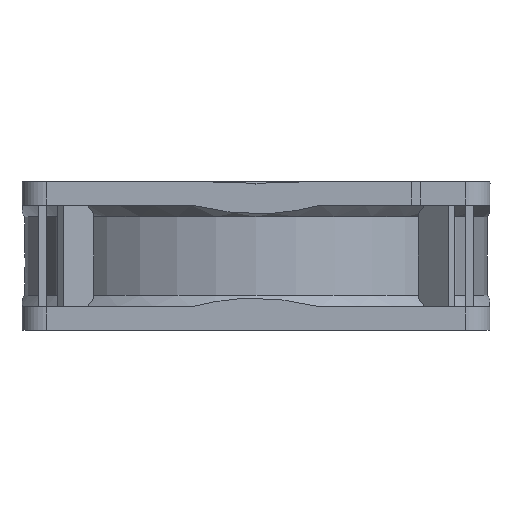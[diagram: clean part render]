
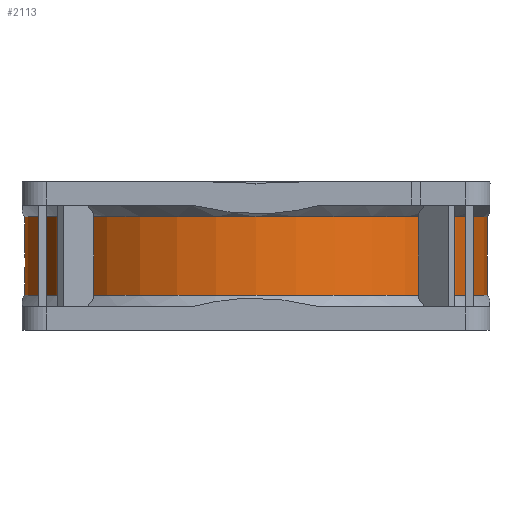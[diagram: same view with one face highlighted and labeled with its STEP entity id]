
A CAD part, left-side view. The second image highlights one B-rep face of the part: STEP entity #2113.
In plain terms, the highlighted cylindrical face has radius 39.5 mm (diameter 79 mm), a partial arc.
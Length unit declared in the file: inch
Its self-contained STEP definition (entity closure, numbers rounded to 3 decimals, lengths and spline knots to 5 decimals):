
#50 = DIRECTION ( 'NONE',  ( 0., 0., 1. ) ) ;
#56 = CARTESIAN_POINT ( 'NONE',  ( 0., 0., 1. ) ) ;
#58 = DIRECTION ( 'NONE',  ( 0., -1., 0. ) ) ;
#338 = CARTESIAN_POINT ( 'NONE',  ( 0., 1.55512, 0.76378 ) ) ;
#414 = CARTESIAN_POINT ( 'NONE',  ( -0.03471, 1.55473, 0.49213 ) ) ;
#416 = CARTESIAN_POINT ( 'NONE',  ( -0.06892, 1.55359, 0.49213 ) ) ;
#433 = CARTESIAN_POINT ( 'NONE',  ( -0.03471, 1.55473, 0.59055 ) ) ;
#504 = CARTESIAN_POINT ( 'NONE',  ( 0., 1.55512, 0.23622 ) ) ;
#507 = CARTESIAN_POINT ( 'NONE',  ( 0., -1.55512, 0.23622 ) ) ;
#543 = DIRECTION ( 'NONE',  ( 0., 0., 1. ) ) ;
#581 = CARTESIAN_POINT ( 'NONE',  ( 0., 1.55512, 1. ) ) ;
#584 = CARTESIAN_POINT ( 'NONE',  ( 0., -1.55512, 1. ) ) ;
#594 = DIRECTION ( 'NONE',  ( 0., 0., 1. ) ) ;
#610 = CARTESIAN_POINT ( 'NONE',  ( 0., -1.55512, 0.76378 ) ) ;
#629 = CARTESIAN_POINT ( 'NONE',  ( 0., 1.55512, 1. ) ) ;
#633 = DIRECTION ( 'NONE',  ( 0., 0., 1. ) ) ;
#666 = CARTESIAN_POINT ( 'NONE',  ( 0., 1.55512, 0.59055 ) ) ;
#671 = CARTESIAN_POINT ( 'NONE',  ( 0., 1.55512, 0.3937 ) ) ;
#978 = CARTESIAN_POINT ( 'NONE',  ( 0., 0., 0.23622 ) ) ;
#979 = DIRECTION ( 'NONE',  ( 0., 0., 1. ) ) ;
#980 = DIRECTION ( 'NONE',  ( 0., -1., 0. ) ) ;
#981 = CARTESIAN_POINT ( 'NONE',  ( -0.03471, 1.55473, 1. ) ) ;
#982 = DIRECTION ( 'NONE',  ( 0., 0., -1. ) ) ;
#983 = CARTESIAN_POINT ( 'NONE',  ( 0., 0., 0.76378 ) ) ;
#984 = DIRECTION ( 'NONE',  ( 0., 0., -1. ) ) ;
#985 = DIRECTION ( 'NONE',  ( 0., 1., 0. ) ) ;
#987 = CARTESIAN_POINT ( 'NONE',  ( 0., 0., 0.59055 ) ) ;
#988 = DIRECTION ( 'NONE',  ( 0., 0., 1. ) ) ;
#989 = DIRECTION ( 'NONE',  ( -1., 0., 0. ) ) ;
#990 = CARTESIAN_POINT ( 'NONE',  ( -0.06892, 1.55359, 0.49213 ) ) ;
#991 = CARTESIAN_POINT ( 'NONE',  ( -0.04596, 1.55461, 0.45934 ) ) ;
#992 = CARTESIAN_POINT ( 'NONE',  ( 0., 0., 0.49213 ) ) ;
#993 = DIRECTION ( 'NONE',  ( 0., 0., 1. ) ) ;
#994 = DIRECTION ( 'NONE',  ( -1., 0., 0. ) ) ;
#996 = CARTESIAN_POINT ( 'NONE',  ( -0.02298, 1.55512, 0.42652 ) ) ;
#997 = CARTESIAN_POINT ( 'NONE',  ( 0., 1.55512, 0.3937 ) ) ;
#1273 = EDGE_LOOP ( 'NONE', ( #5560, #5563, #3176, #3177, #3178, #3179, #3180, #3181, #3182 ) ) ;
#1524 = FACE_OUTER_BOUND ( 'NONE', #1273, .T. ) ;
#1528 = CYLINDRICAL_SURFACE ( 'NONE', #1807, 1.55512 ) ;
#1673 = LINE ( 'NONE', #584, #1680 ) ;
#1678 = LINE ( 'NONE', #581, #1682 ) ;
#1680 = VECTOR ( 'NONE', #543, 39.37008 ) ;
#1681 = LINE ( 'NONE', #629, #1686 ) ;
#1682 = VECTOR ( 'NONE', #594, 39.37008 ) ;
#1686 = VECTOR ( 'NONE', #633, 39.37008 ) ;
#1807 = AXIS2_PLACEMENT_3D ( 'NONE', #56, #50, #58 ) ;
#1955 = AXIS2_PLACEMENT_3D ( 'NONE', #978, #979, #980 ) ;
#1956 = AXIS2_PLACEMENT_3D ( 'NONE', #983, #984, #985 ) ;
#1957 = AXIS2_PLACEMENT_3D ( 'NONE', #987, #988, #989 ) ;
#1958 = AXIS2_PLACEMENT_3D ( 'NONE', #992, #993, #994 ) ;
#2113 = ADVANCED_FACE ( 'NONE', ( #1524 ), #1528, .T. ) ;
#3176 = ORIENTED_EDGE ( 'NONE', *, *, #3546, .T. ) ;
#3177 = ORIENTED_EDGE ( 'NONE', *, *, #3770, .T. ) ;
#3178 = ORIENTED_EDGE ( 'NONE', *, *, #3547, .F. ) ;
#3179 = ORIENTED_EDGE ( 'NONE', *, *, #3771, .T. ) ;
#3180 = ORIENTED_EDGE ( 'NONE', *, *, #3772, .T. ) ;
#3181 = ORIENTED_EDGE ( 'NONE', *, *, #3773, .T. ) ;
#3182 = ORIENTED_EDGE ( 'NONE', *, *, #3774, .T. ) ;
#3546 = EDGE_CURVE ( 'NONE', #5684, #5749, #1673, .T. ) ;
#3547 = EDGE_CURVE ( 'NONE', #5789, #5590, #1678, .T. ) ;
#3552 = EDGE_CURVE ( 'NONE', #5682, #5794, #1681, .T. ) ;
#3769 = EDGE_CURVE ( 'NONE', #5682, #5684, #4075, .T. ) ;
#3770 = EDGE_CURVE ( 'NONE', #5749, #5590, #4076, .T. ) ;
#3771 = EDGE_CURVE ( 'NONE', #5789, #5639, #4077, .T. ) ;
#3772 = EDGE_CURVE ( 'NONE', #5639, #5629, #4078, .T. ) ;
#3773 = EDGE_CURVE ( 'NONE', #5629, #5630, #4079, .T. ) ;
#3774 = EDGE_CURVE ( 'NONE', #5630, #5794, #3933, .T. ) ;
#3933 =( BOUNDED_CURVE ( )  B_SPLINE_CURVE ( 3, ( #990, #991, #996, #997 ),
 .UNSPECIFIED., .F., .T. ) 
 B_SPLINE_CURVE_WITH_KNOTS ( ( 4, 4 ),
 ( 1.52646, 1.5708 ),
 .UNSPECIFIED. ) 
 CURVE ( )  GEOMETRIC_REPRESENTATION_ITEM ( )  RATIONAL_B_SPLINE_CURVE ( ( 1., 1., 1., 1. ) ) 
 REPRESENTATION_ITEM ( '' )  );
#4075 = CIRCLE ( 'NONE', #1955, 1.55512 ) ;
#4076 = CIRCLE ( 'NONE', #1956, 1.55512 ) ;
#4077 = CIRCLE ( 'NONE', #1957, 1.55512 ) ;
#4078 = LINE ( 'NONE', #981, #4080 ) ;
#4079 = CIRCLE ( 'NONE', #1958, 1.55512 ) ;
#4080 = VECTOR ( 'NONE', #982, 39.37008 ) ;
#5560 = ORIENTED_EDGE ( 'NONE', *, *, #3552, .F. ) ;
#5563 = ORIENTED_EDGE ( 'NONE', *, *, #3769, .T. ) ;
#5590 = VERTEX_POINT ( 'NONE', #338 ) ;
#5629 = VERTEX_POINT ( 'NONE', #414 ) ;
#5630 = VERTEX_POINT ( 'NONE', #416 ) ;
#5639 = VERTEX_POINT ( 'NONE', #433 ) ;
#5682 = VERTEX_POINT ( 'NONE', #504 ) ;
#5684 = VERTEX_POINT ( 'NONE', #507 ) ;
#5749 = VERTEX_POINT ( 'NONE', #610 ) ;
#5789 = VERTEX_POINT ( 'NONE', #666 ) ;
#5794 = VERTEX_POINT ( 'NONE', #671 ) ;
